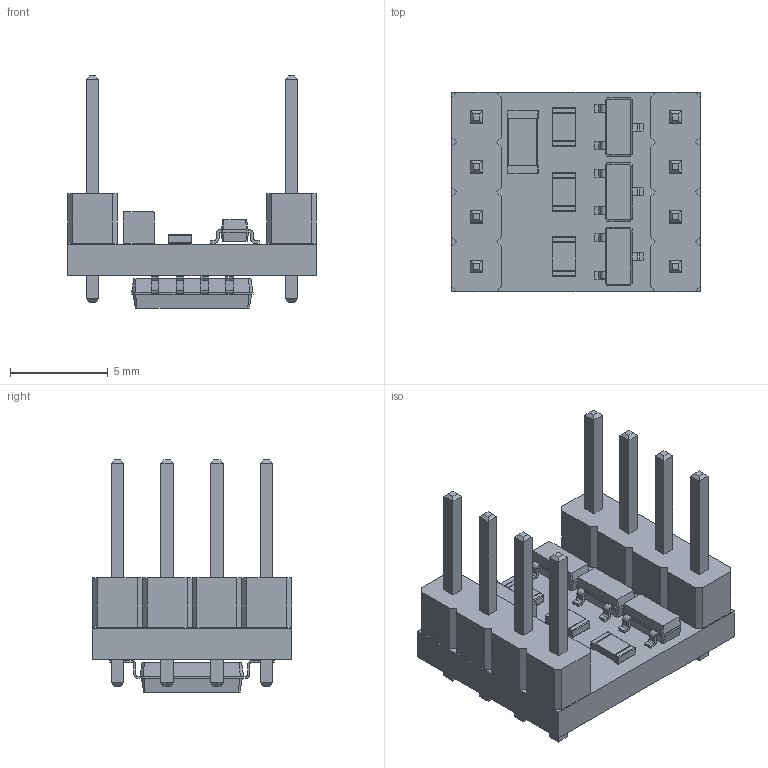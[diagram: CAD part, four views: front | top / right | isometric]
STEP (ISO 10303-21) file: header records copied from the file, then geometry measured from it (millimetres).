
FILE_DESCRIPTION(('KiCad electronic assembly'),'2;1');
FILE_NAME('PicoFX_Headers.step','2021-10-06T16:10:53',('An Author'),( 'A Company'),'Open CASCADE STEP processor 6.9', 'KiCad to STEP converter','Unknown');
FILE_SCHEMA(('AUTOMOTIVE_DESIGN { 1 0 10303 214 1 1 1 1 }'));
Length unit declared in the file: millimetre
Products named in the file (12): Open CASCADE STEP translator 6.9 1; SOT-23; SOLID; PinHeader_1x04_P2.54mm_Vertical; SO-8_5.3x6.2mm_P1.27mm; R_0805_2012Metric; C_1206_3216Metric; COMPOUND
Assembly tree (16 placements, depth 3):
  Open CASCADE STEP translator 6.9 1
    SOT-23  x3
      SOLID
    PinHeader_1x04_P2.54mm_Vertical  x2
      SOLID
    SO-8_5.3x6.2mm_P1.27mm
      SOLID
    R_0805_2012Metric  x3
      SOLID
    C_1206_3216Metric
      SOLID
    COMPOUND
Bounding box: 12.7 x 10.16 x 11.84 mm (x, y, z)
Volume: 424.7 mm3; surface area: 991.1 mm2
Topology: 11 solids, 11 shells, 704 faces, 1731 edges, 1068 vertices
Faces by surface type: plane 478, bspline 113, cylinder 113
Full cylindrical faces by diameter (mm): 0.4 x1, 1 x8
Entity records: 27596 total; most frequent: CARTESIAN_POINT 4766, DIRECTION 3612, LINE 2522, VECTOR 2522, ORIENTED_EDGE 1994, PCURVE 1994, DEFINITIONAL_REPRESENTATION 1994, EDGE_CURVE 997
